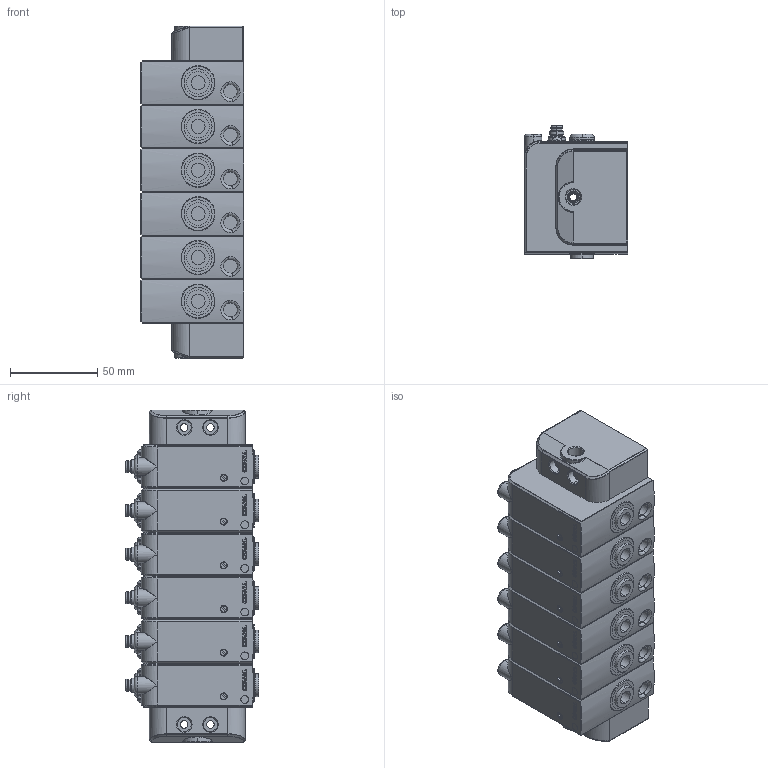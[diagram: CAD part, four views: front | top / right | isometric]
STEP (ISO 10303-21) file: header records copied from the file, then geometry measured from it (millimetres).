
FILE_DESCRIPTION(('STEP AP214'),'1');
FILE_NAME('COVAL_LEM90X10SVOB6.stp','2017-12-27T17:12:06',('TraceParts'),('TraceParts S.A.'),'Spatial InterOp 3D',' ',' ');
FILE_SCHEMA(('automotive_design'));
Length unit declared in the file: millimetre
Products named in the file (32): COVAL_LEM90X10SVOB6_1; COVAL_LEM90X10SVOB6_2; COVAL_LEM90X10SVOB6_3; COVAL_LEM90X10SVOB6_4; COVAL_LEM90X10SVOB6_5; COVAL_LEM90X10SVOB6_6; COVAL_LEM90X10SVOB6_7; COVAL_LEM90X10SVOB6_8; COVAL_LEM90X10SVOB6_9; COVAL_LEM90X10SVOB6_10; COVAL_LEM90X10SVOB6_11; COVAL_LEM90X10SVOB6_12; COVAL_LEM90X10SVOB6_13; COVAL_LEM90X10SVOB6_14; COVAL_LEM90X10SVOB6_15; COVAL_LEM90X10SVOB6_16; COVAL_LEM90X10SVOB6_17; COVAL_LEM90X10SVOB6_18; COVAL_LEM90X10SVOB6_19; COVAL_LEM90X10SVOB6_20; COVAL_LEM90X10SVOB6_21; COVAL_LEM90X10SVOB6_22; COVAL_LEM90X10SVOB6_23; COVAL_LEM90X10SVOB6_24; COVAL_LEM90X10SVOB6_25; COVAL_LEM90X10SVOB6_26; COVAL_LEM90X10SVOB6_27; COVAL_LEM90X10SVOB6_28; COVAL_LEM90X10SVOB6_29; COVAL_LEM90X10SVOB6_30; COVAL_LEM90X10SVOB6_31; COVAL_LEM90X10SVOB6_32
Bounding box: 58.97 x 76.3 x 190 mm (x, y, z)
Volume: 637519.9 mm3; surface area: 133910.2 mm2
Topology: 32 solids, 36 shells, 3038 faces, 7195 edges, 4484 vertices
Faces by surface type: cylinder 961, plane 840, bspline 766, cone 284, torus 142, sphere 45
Entity records: 147743 total; most frequent: CARTESIAN_POINT 56936, ORIENTED_EDGE 14244, DIRECTION 12584, EDGE_CURVE 7122, AXIS2_PLACEMENT_3D 4844, VERTEX_POINT 4484, EDGE_LOOP 3430, STYLED_ITEM 3040
